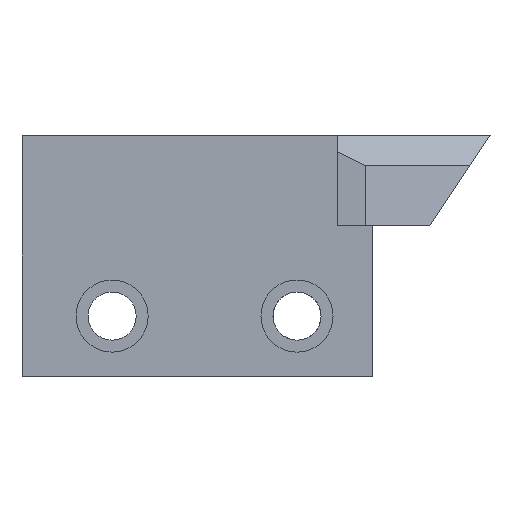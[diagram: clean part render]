
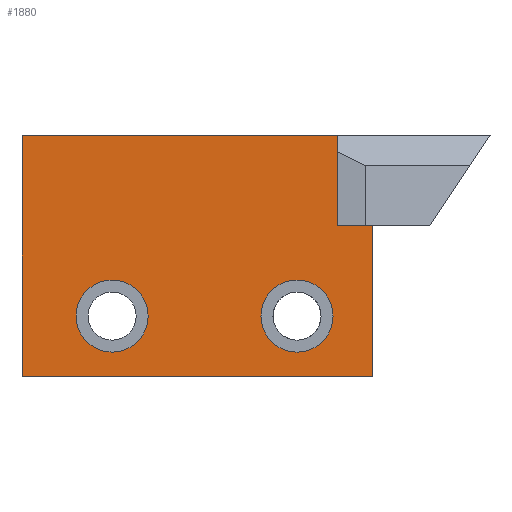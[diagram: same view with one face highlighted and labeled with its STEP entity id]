
A CAD part, front view. The second image highlights one B-rep face of the part: STEP entity #1880.
In plain terms, the highlighted planar face has unit normal (0, -1, 0).
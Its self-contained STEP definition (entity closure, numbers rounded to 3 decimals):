
#54 = DIRECTION ( 'NONE',  ( 1., 0., 0. ) ) ;
#64 = CARTESIAN_POINT ( 'NONE',  ( 5.58, -8.166, -3. ) ) ;
#92 = DIRECTION ( 'NONE',  ( 0., -1., 0. ) ) ;
#97 = CARTESIAN_POINT ( 'NONE',  ( -0.575, -8.166, -1.8 ) ) ;
#121 = LINE ( 'NONE', #1400, #1176 ) ;
#124 = PLANE ( 'NONE',  #439 ) ;
#136 = ORIENTED_EDGE ( 'NONE', *, *, #785, .T. ) ;
#163 = EDGE_CURVE ( 'NONE', #2717, #1352, #607, .T. ) ;
#222 = VECTOR ( 'NONE', #906, 1000. ) ;
#229 = DIRECTION ( 'NONE',  ( 0., -1., 0. ) ) ;
#246 = LINE ( 'NONE', #445, #2253 ) ;
#251 = DIRECTION ( 'NONE',  ( 0., -1., 0. ) ) ;
#256 = DIRECTION ( 'NONE',  ( 1., 0., 0. ) ) ;
#307 = ORIENTED_EDGE ( 'NONE', *, *, #367, .T. ) ;
#335 = ORIENTED_EDGE ( 'NONE', *, *, #1381, .F. ) ;
#349 = VERTEX_POINT ( 'NONE', #388 ) ;
#367 = EDGE_CURVE ( 'NONE', #2281, #575, #2506, .T. ) ;
#388 = CARTESIAN_POINT ( 'NONE',  ( -0.575, -8.166, -4.2 ) ) ;
#418 = DIRECTION ( 'NONE',  ( 1., 0., 0. ) ) ;
#439 = AXIS2_PLACEMENT_3D ( 'NONE', #2015, #483, #1329 ) ;
#445 = CARTESIAN_POINT ( 'NONE',  ( 8.08, -8.166, -5. ) ) ;
#472 = LINE ( 'NONE', #1350, #222 ) ;
#473 = AXIS2_PLACEMENT_3D ( 'NONE', #64, #1370, #256 ) ;
#483 = DIRECTION ( 'NONE',  ( 0., 1., 0. ) ) ;
#488 = EDGE_CURVE ( 'NONE', #575, #2449, #246, .T. ) ;
#533 = ORIENTED_EDGE ( 'NONE', *, *, #1105, .F. ) ;
#575 = VERTEX_POINT ( 'NONE', #2113 ) ;
#600 = CARTESIAN_POINT ( 'NONE',  ( 5.58, -8.166, -1.8 ) ) ;
#607 = CIRCLE ( 'NONE', #2481, 1.2 ) ;
#655 = ORIENTED_EDGE ( 'NONE', *, *, #488, .T. ) ;
#670 = VERTEX_POINT ( 'NONE', #2607 ) ;
#683 = VERTEX_POINT ( 'NONE', #97 ) ;
#702 = CARTESIAN_POINT ( 'NONE',  ( -3.575, -8.166, 3. ) ) ;
#774 = EDGE_CURVE ( 'NONE', #1857, #1166, #2070, .T. ) ;
#783 = VECTOR ( 'NONE', #820, 1000. ) ;
#785 = EDGE_CURVE ( 'NONE', #2449, #670, #121, .T. ) ;
#786 = EDGE_LOOP ( 'NONE', ( #533, #2437 ) ) ;
#800 = CARTESIAN_POINT ( 'NONE',  ( 6.92, -8.166, 3. ) ) ;
#812 = LINE ( 'NONE', #2147, #2761 ) ;
#820 = DIRECTION ( 'NONE',  ( 0., 0., -1. ) ) ;
#877 = CIRCLE ( 'NONE', #473, 1.2 ) ;
#883 = AXIS2_PLACEMENT_3D ( 'NONE', #1756, #92, #54 ) ;
#906 = DIRECTION ( 'NONE',  ( -1., 0., 0. ) ) ;
#954 = CARTESIAN_POINT ( 'NONE',  ( 6.92, -8.166, 0. ) ) ;
#1058 = CIRCLE ( 'NONE', #883, 1.2 ) ;
#1070 = DIRECTION ( 'NONE',  ( 1., 0., 0. ) ) ;
#1072 = DIRECTION ( 'NONE',  ( -1., 0., 0. ) ) ;
#1099 = AXIS2_PLACEMENT_3D ( 'NONE', #1265, #251, #2365 ) ;
#1105 = EDGE_CURVE ( 'NONE', #1352, #2717, #877, .T. ) ;
#1162 = FACE_BOUND ( 'NONE', #786, .T. ) ;
#1166 = VERTEX_POINT ( 'NONE', #800 ) ;
#1176 = VECTOR ( 'NONE', #2456, 1000. ) ;
#1219 = CARTESIAN_POINT ( 'NONE',  ( 6.92, -8.166, 3. ) ) ;
#1265 = CARTESIAN_POINT ( 'NONE',  ( -0.575, -8.166, -3. ) ) ;
#1289 = EDGE_CURVE ( 'NONE', #1166, #2281, #812, .T. ) ;
#1329 = DIRECTION ( 'NONE',  ( -1., 0., 0. ) ) ;
#1350 = CARTESIAN_POINT ( 'NONE',  ( 6.92, -8.166, 0. ) ) ;
#1352 = VERTEX_POINT ( 'NONE', #2612 ) ;
#1357 = FACE_BOUND ( 'NONE', #1884, .T. ) ;
#1370 = DIRECTION ( 'NONE',  ( 0., -1., 0. ) ) ;
#1381 = EDGE_CURVE ( 'NONE', #349, #683, #2492, .T. ) ;
#1400 = CARTESIAN_POINT ( 'NONE',  ( 8.08, -8.166, 0. ) ) ;
#1421 = EDGE_LOOP ( 'NONE', ( #307, #655, #136, #1800, #2289, #1951 ) ) ;
#1570 = FACE_OUTER_BOUND ( 'NONE', #1421, .T. ) ;
#1613 = CARTESIAN_POINT ( 'NONE',  ( -3.575, -8.166, -5. ) ) ;
#1668 = VECTOR ( 'NONE', #2725, 1000. ) ;
#1717 = ORIENTED_EDGE ( 'NONE', *, *, #2573, .F. ) ;
#1718 = CARTESIAN_POINT ( 'NONE',  ( 8.08, -8.166, -5. ) ) ;
#1756 = CARTESIAN_POINT ( 'NONE',  ( -0.575, -8.166, -3. ) ) ;
#1800 = ORIENTED_EDGE ( 'NONE', *, *, #2679, .T. ) ;
#1857 = VERTEX_POINT ( 'NONE', #954 ) ;
#1880 = ADVANCED_FACE ( 'NONE', ( #1570, #1162, #1357 ), #124, .F. ) ;
#1884 = EDGE_LOOP ( 'NONE', ( #335, #1717 ) ) ;
#1951 = ORIENTED_EDGE ( 'NONE', *, *, #1289, .T. ) ;
#2015 = CARTESIAN_POINT ( 'NONE',  ( 0., -8.166, 0. ) ) ;
#2070 = LINE ( 'NONE', #1219, #1668 ) ;
#2113 = CARTESIAN_POINT ( 'NONE',  ( -3.575, -8.166, -5. ) ) ;
#2147 = CARTESIAN_POINT ( 'NONE',  ( -3.575, -8.166, 3. ) ) ;
#2253 = VECTOR ( 'NONE', #418, 1000. ) ;
#2281 = VERTEX_POINT ( 'NONE', #702 ) ;
#2289 = ORIENTED_EDGE ( 'NONE', *, *, #774, .T. ) ;
#2349 = CARTESIAN_POINT ( 'NONE',  ( 5.58, -8.166, -3. ) ) ;
#2365 = DIRECTION ( 'NONE',  ( 1., 0., 0. ) ) ;
#2437 = ORIENTED_EDGE ( 'NONE', *, *, #163, .F. ) ;
#2449 = VERTEX_POINT ( 'NONE', #1718 ) ;
#2456 = DIRECTION ( 'NONE',  ( 0., 0., 1. ) ) ;
#2481 = AXIS2_PLACEMENT_3D ( 'NONE', #2349, #229, #1070 ) ;
#2492 = CIRCLE ( 'NONE', #1099, 1.2 ) ;
#2506 = LINE ( 'NONE', #1613, #783 ) ;
#2573 = EDGE_CURVE ( 'NONE', #683, #349, #1058, .T. ) ;
#2607 = CARTESIAN_POINT ( 'NONE',  ( 8.08, -8.166, 0. ) ) ;
#2612 = CARTESIAN_POINT ( 'NONE',  ( 5.58, -8.166, -4.2 ) ) ;
#2679 = EDGE_CURVE ( 'NONE', #670, #1857, #472, .T. ) ;
#2717 = VERTEX_POINT ( 'NONE', #600 ) ;
#2725 = DIRECTION ( 'NONE',  ( 0., 0., 1. ) ) ;
#2761 = VECTOR ( 'NONE', #1072, 1000. ) ;
